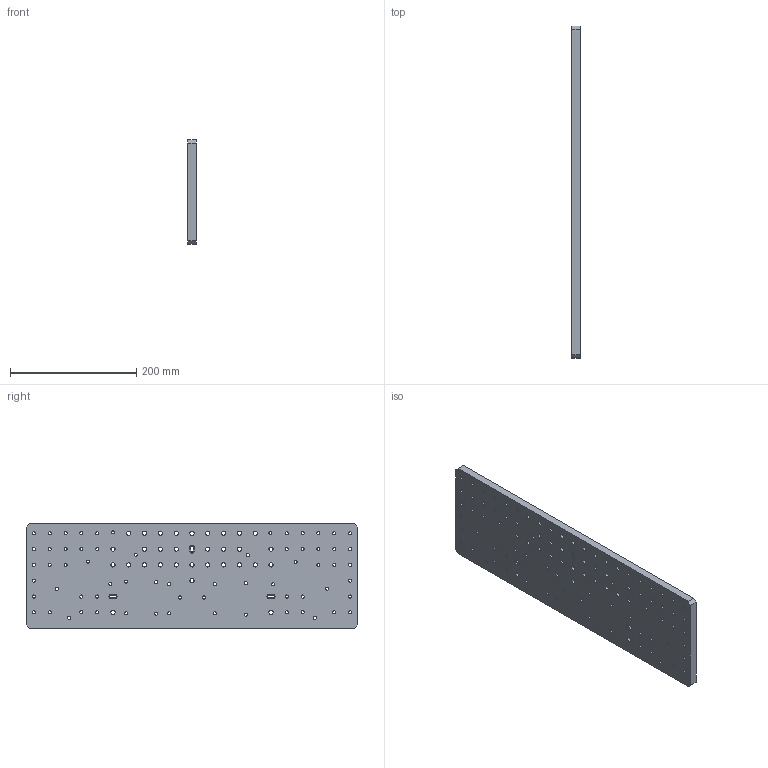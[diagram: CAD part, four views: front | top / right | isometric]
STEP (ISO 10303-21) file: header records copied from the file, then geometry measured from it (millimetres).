
FILE_DESCRIPTION(/* description */ (''),/* implementation_level */ '2;1');
FILE_NAME(/* name */ 'FAB-OX0014-Plate4.stp',/* time_stamp */ '2020-02-10T12:00:27+00:00',/* author */ ('whgu0532'),/* organization */ (''),/* preprocessor_version */ 'ST-DEVELOPER v18',/* originating_system */ 'Autodesk Inventor 2020',/* authorisation */ '');
FILE_SCHEMA (('AUTOMOTIVE_DESIGN { 1 0 10303 214 3 1 1 }','PROCESS_PLANNING_SCHEMA'));
Length unit declared in the file: millimetre
Products named in the file (1): FAB-OX0014-Plate4
Bounding box: 12.7 x 525 x 165 mm (x, y, z)
Volume: 1062498.1 mm3; surface area: 210864 mm2
Topology: 1 solids, 1 shells, 332 faces, 1106 edges, 785 vertices
Faces by surface type: cylinder 155, cone 146, plane 31
Full cylindrical faces by diameter (mm): 3 x16, 4 x24, 4.917 x66, 6.6 x31, 11 x6
Entity records: 13281 total; most frequent: DIRECTION 2437, CARTESIAN_POINT 2184, ORIENTED_EDGE 2132, EDGE_CURVE 1066, AXIS2_PLACEMENT_3D 1038, VERTEX_POINT 785, CIRCLE 705, EDGE_LOOP 581
